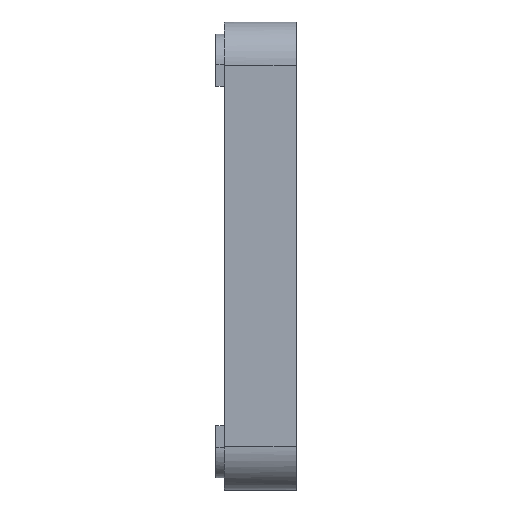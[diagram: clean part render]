
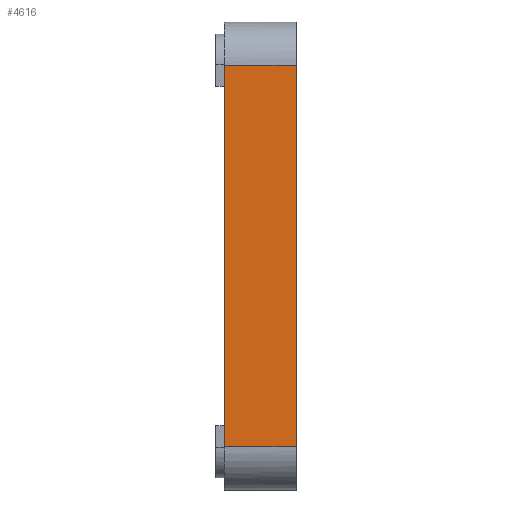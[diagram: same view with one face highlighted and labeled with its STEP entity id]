
A CAD part, left-side view. The second image highlights one B-rep face of the part: STEP entity #4616.
In plain terms, the highlighted planar face has unit normal (-1, 0, 0).
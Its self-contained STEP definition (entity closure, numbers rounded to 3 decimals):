
#652=FACE_OUTER_BOUND('',#905,.T.);
#905=EDGE_LOOP('',(#4207,#4208,#4209,#4210));
#1165=LINE('',#8034,#1591);
#1333=LINE('',#9987,#1759);
#1334=LINE('',#9990,#1760);
#1335=LINE('',#9991,#1761);
#1591=VECTOR('',#5140,10.);
#1759=VECTOR('',#5398,10.);
#1760=VECTOR('',#5401,10.);
#1761=VECTOR('',#5402,10.);
#2102=VERTEX_POINT('',#7986);
#2103=VERTEX_POINT('',#8033);
#2228=VERTEX_POINT('',#9940);
#2229=VERTEX_POINT('',#9989);
#2659=EDGE_CURVE('',#2102,#2103,#1165,.T.);
#2905=EDGE_CURVE('',#2102,#2228,#1333,.T.);
#2906=EDGE_CURVE('',#2228,#2229,#1334,.T.);
#2907=EDGE_CURVE('',#2103,#2229,#1335,.T.);
#4207=ORIENTED_EDGE('',*,*,#2905,.T.);
#4208=ORIENTED_EDGE('',*,*,#2906,.T.);
#4209=ORIENTED_EDGE('',*,*,#2907,.F.);
#4210=ORIENTED_EDGE('',*,*,#2659,.F.);
#4384=PLANE('',#4754);
#4616=ADVANCED_FACE('',(#652),#4384,.T.);
#4754=AXIS2_PLACEMENT_3D('',#9988,#5399,#5400);
#5140=DIRECTION('',(0.,0.,-1.));
#5398=DIRECTION('',(0.,1.,0.));
#5399=DIRECTION('center_axis',(-1.,0.,0.));
#5400=DIRECTION('ref_axis',(0.,0.,1.));
#5401=DIRECTION('',(0.,0.,-1.));
#5402=DIRECTION('',(0.,1.,0.));
#7986=CARTESIAN_POINT('',(0.005,0.005,-5.));
#8033=CARTESIAN_POINT('',(0.005,0.005,-49.));
#8034=CARTESIAN_POINT('',(0.005,0.005,-5.));
#9940=CARTESIAN_POINT('',(0.005,8.305,-5.));
#9987=CARTESIAN_POINT('',(0.005,0.005,-5.));
#9988=CARTESIAN_POINT('Origin',(0.005,4.155,0.));
#9989=CARTESIAN_POINT('',(0.005,8.305,-49.));
#9990=CARTESIAN_POINT('',(0.005,8.305,-5.));
#9991=CARTESIAN_POINT('',(0.005,0.005,-49.));
